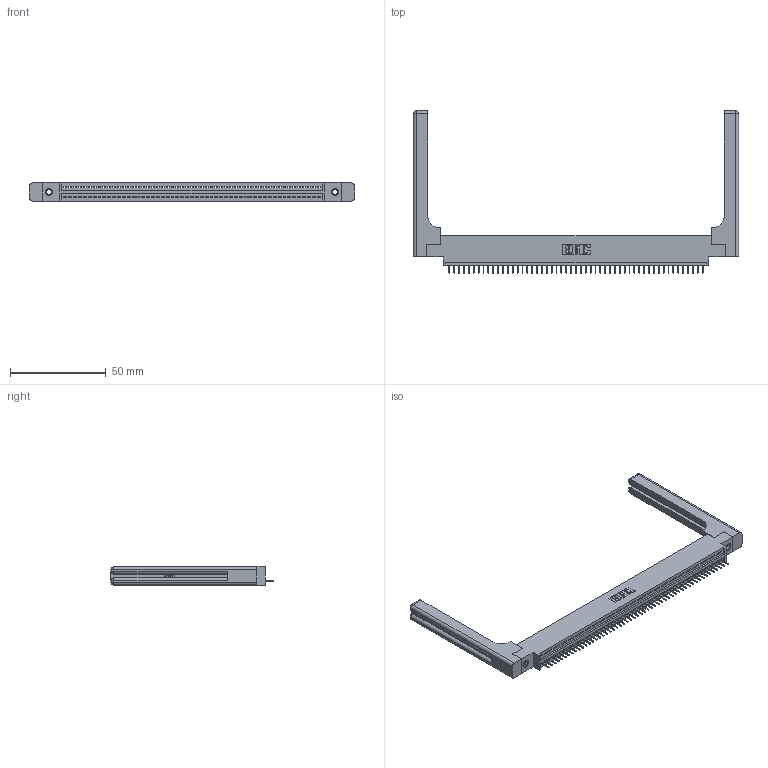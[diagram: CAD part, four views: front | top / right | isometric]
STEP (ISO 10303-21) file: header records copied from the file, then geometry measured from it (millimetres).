
FILE_DESCRIPTION (( 'STEP AP203' ), '1' );
FILE_NAME ('395-053-524-658.STEP', '2019-10-23T14:49:44', ( '' ), ( '' ), 'SwSTEP 2.0', 'SolidWorks 2016', '' );
FILE_SCHEMA (( 'CONFIG_CONTROL_DESIGN' ));
Length unit declared in the file: inch
Products named in the file (5): 345-250-001_345-250-001-102; 345-220-058_345-220-058; 345-292-001_345-293-124; 395-053-524-658; 345 Part_0.170 Offset - 0.156 Dia-TH
Assembly tree (58 placements, depth 2):
  395-053-524-658
    345 Part_0.170 Offset - 0.156 Dia-TH
    345-292-001_345-293-124  x53
    345-250-001_345-250-001-102  x2
    345-220-058_345-220-058  x2
Bounding box: 169.65 x 84.63 x 9.4 mm (x, y, z)
Volume: 24385.5 mm3; surface area: 26016 mm2
Topology: 58 solids, 58 shells, 3672 faces, 10559 edges, 6806 vertices
Faces by surface type: plane 2670, cylinder 942, bspline 36, cone 12, sphere 8, torus 4
Entity records: 43796 total; most frequent: CARTESIAN_POINT 8556, ORIENTED_EDGE 7340, DIRECTION 6404, EDGE_CURVE 3670, VECTOR 3238, LINE 3238, VERTEX_POINT 2434, AXIS2_PLACEMENT_3D 1583
